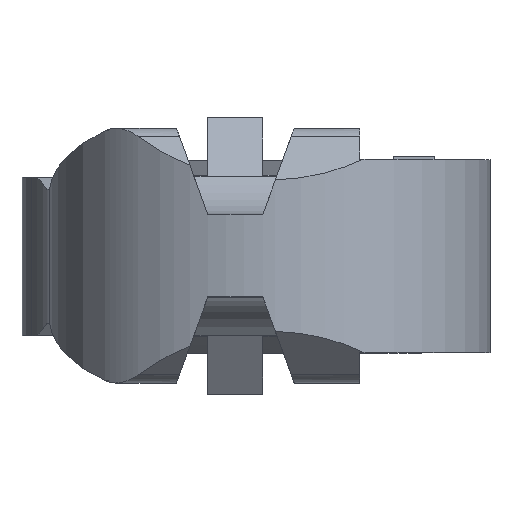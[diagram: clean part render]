
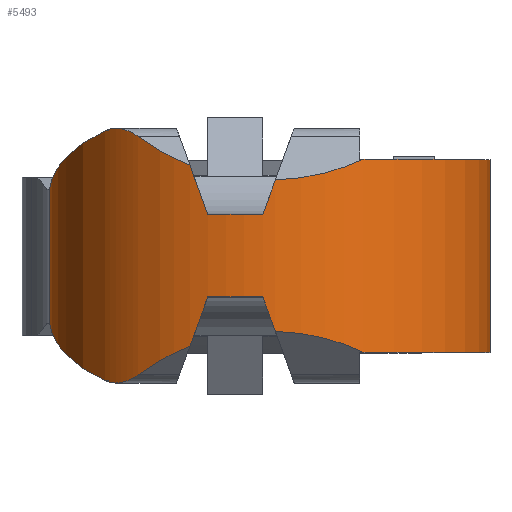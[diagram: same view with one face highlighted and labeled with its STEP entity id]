
A CAD part, top view. The second image highlights one B-rep face of the part: STEP entity #5493.
In plain terms, the highlighted cylindrical face has radius 25.6 mm (diameter 51.2 mm), a partial arc.
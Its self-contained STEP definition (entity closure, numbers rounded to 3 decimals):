
#98=DIRECTION('',(0.,-1.,0.));
#99=VECTOR('',#98,22.4);
#100=CARTESIAN_POINT('',(29.6,11.2,71.2));
#101=LINE('',#100,#99);
#102=CARTESIAN_POINT('',(4.657,-8.804,96.792));
#103=CARTESIAN_POINT('',(6.512,-8.851,96.744));
#104=CARTESIAN_POINT('',(10.045,-9.339,96.256));
#105=CARTESIAN_POINT('',(13.283,-10.477,95.119));
#106=CARTESIAN_POINT('',(14.832,-11.2,94.395));
#108=CARTESIAN_POINT('',(-11.29,-13.863,91.733));
#109=CARTESIAN_POINT('',(-9.52,-12.545,93.051));
#110=CARTESIAN_POINT('',(-7.541,-11.417,94.178));
#111=CARTESIAN_POINT('',(-5.289,-10.54,95.055));
#113=CARTESIAN_POINT('',(-11.29,-13.863,91.733));
#114=CARTESIAN_POINT('',(-11.45,-13.982,91.613));
#115=CARTESIAN_POINT('',(-11.777,-14.194,91.364));
#116=CARTESIAN_POINT('',(-12.275,-14.442,90.964));
#117=CARTESIAN_POINT('',(-12.773,-14.626,90.543));
#118=CARTESIAN_POINT('',(-13.267,-14.748,90.103));
#119=CARTESIAN_POINT('',(-13.754,-14.806,89.647));
#120=CARTESIAN_POINT('',(-14.229,-14.799,89.178));
#121=CARTESIAN_POINT('',(-14.69,-14.719,88.698));
#122=CARTESIAN_POINT('',(-14.981,-14.613,88.379));
#123=CARTESIAN_POINT('',(-15.123,-14.546,88.219));
#125=DIRECTION('',(0.,1.,0.));
#126=VECTOR('',#125,15.6);
#127=CARTESIAN_POINT('',(-21.6,-7.8,71.2));
#128=LINE('',#127,#126);
#129=CARTESIAN_POINT('',(-11.29,13.863,91.733));
#130=CARTESIAN_POINT('',(-11.45,13.982,91.613));
#131=CARTESIAN_POINT('',(-11.777,14.194,91.364));
#132=CARTESIAN_POINT('',(-12.275,14.442,90.964));
#133=CARTESIAN_POINT('',(-12.773,14.626,90.543));
#134=CARTESIAN_POINT('',(-13.267,14.748,90.103));
#135=CARTESIAN_POINT('',(-13.754,14.806,89.647));
#136=CARTESIAN_POINT('',(-14.229,14.799,89.178));
#137=CARTESIAN_POINT('',(-14.69,14.719,88.698));
#138=CARTESIAN_POINT('',(-14.981,14.613,88.379));
#139=CARTESIAN_POINT('',(-15.123,14.546,88.219));
#141=CARTESIAN_POINT('',(-11.29,13.863,91.733));
#142=CARTESIAN_POINT('',(-9.52,12.545,93.051));
#143=CARTESIAN_POINT('',(-7.541,11.417,94.178));
#144=CARTESIAN_POINT('',(-5.289,10.54,95.055));
#146=CARTESIAN_POINT('',(4.657,8.804,96.792));
#147=CARTESIAN_POINT('',(6.512,8.851,96.744));
#148=CARTESIAN_POINT('',(10.045,9.339,96.256));
#149=CARTESIAN_POINT('',(13.283,10.477,95.119));
#150=CARTESIAN_POINT('',(14.832,11.2,94.395));
#314=CARTESIAN_POINT('',(4.,11.2,71.2));
#315=DIRECTION('',(0.,-1.,0.));
#316=DIRECTION('',(1.,0.,0.));
#317=AXIS2_PLACEMENT_3D('',#314,#315,#316);
#1294=CARTESIAN_POINT('',(-5.289,10.54,95.055));
#1295=CARTESIAN_POINT('',(-4.594,8.63,95.326));
#1296=CARTESIAN_POINT('',(-3.898,6.717,95.562));
#1297=CARTESIAN_POINT('',(-3.2,4.8,95.767));
#1315=CARTESIAN_POINT('',(-15.123,14.546,88.219));
#1316=CARTESIAN_POINT('',(-17.176,13.567,85.913));
#1317=CARTESIAN_POINT('',(-20.184,11.445,80.916));
#1318=CARTESIAN_POINT('',(-21.444,9.065,75.307));
#1319=CARTESIAN_POINT('',(-21.575,7.8,72.328));
#1413=CARTESIAN_POINT('',(4.657,8.804,96.792));
#1414=CARTESIAN_POINT('',(4.171,7.469,96.804));
#1415=CARTESIAN_POINT('',(3.686,6.135,96.803));
#1416=CARTESIAN_POINT('',(3.2,4.8,96.787));
#1418=CARTESIAN_POINT('',(4.,4.8,71.2));
#1419=DIRECTION('',(0.,-1.,0.));
#1420=DIRECTION('',(-0.031,0.,1.));
#1421=AXIS2_PLACEMENT_3D('',#1418,#1419,#1420);
#1663=CARTESIAN_POINT('',(4.,-7.8,71.2));
#1664=DIRECTION('',(0.,-1.,0.));
#1665=DIRECTION('',(-0.999,0.,0.044));
#1666=AXIS2_PLACEMENT_3D('',#1663,#1664,#1665);
#1714=CARTESIAN_POINT('',(-15.123,-14.546,
88.219));
#1715=CARTESIAN_POINT('',(-17.176,-13.567,
85.913));
#1716=CARTESIAN_POINT('',(-20.184,-11.445,
80.916));
#1717=CARTESIAN_POINT('',(-21.444,-9.065,
75.307));
#1718=CARTESIAN_POINT('',(-21.575,-7.8,72.328));
#1779=CARTESIAN_POINT('',(-5.289,-10.54,
95.055));
#1780=CARTESIAN_POINT('',(-4.594,-8.63,
95.326));
#1781=CARTESIAN_POINT('',(-3.898,-6.717,
95.562));
#1782=CARTESIAN_POINT('',(-3.2,-4.8,95.767));
#1816=CARTESIAN_POINT('',(4.657,-8.804,96.792));
#1817=CARTESIAN_POINT('',(4.171,-7.469,96.804));
#1818=CARTESIAN_POINT('',(3.686,-6.135,96.803));
#1819=CARTESIAN_POINT('',(3.2,-4.8,96.787));
#1885=CARTESIAN_POINT('',(4.,-4.8,71.2));
#1886=DIRECTION('',(0.,-1.,0.));
#1887=DIRECTION('',(-0.031,0.,1.));
#1888=AXIS2_PLACEMENT_3D('',#1885,#1886,#1887);
#2013=CARTESIAN_POINT('',(4.,-11.2,71.2));
#2014=DIRECTION('',(0.,-1.,0.));
#2015=DIRECTION('',(1.,0.,0.));
#2016=AXIS2_PLACEMENT_3D('',#2013,#2014,#2015);
#2334=CARTESIAN_POINT('',(4.,7.8,71.2));
#2335=DIRECTION('',(0.,-1.,0.));
#2336=DIRECTION('',(-0.999,0.,0.044));
#2337=AXIS2_PLACEMENT_3D('',#2334,#2335,#2336);
#4167=CARTESIAN_POINT('',(-21.575,7.8,72.328));
#4168=CARTESIAN_POINT('',(-21.6,7.8,71.2));
#4169=VERTEX_POINT('',#4167);
#4170=VERTEX_POINT('',#4168);
#4171=CARTESIAN_POINT('',(29.6,11.2,71.2));
#4172=VERTEX_POINT('',#4171);
#4174=CARTESIAN_POINT('',(14.832,11.2,94.395));
#4176=VERTEX_POINT('',#4174);
#4181=VERTEX_POINT('',#129);
#4182=VERTEX_POINT('',#139);
#4215=CARTESIAN_POINT('',(3.2,4.8,96.787));
#4216=CARTESIAN_POINT('',(-3.2,4.8,95.767));
#4217=VERTEX_POINT('',#4215);
#4218=VERTEX_POINT('',#4216);
#4219=VERTEX_POINT('',#1294);
#4220=VERTEX_POINT('',#1413);
#4297=CARTESIAN_POINT('',(-21.575,-7.8,72.328));
#4298=CARTESIAN_POINT('',(-21.6,-7.8,71.2));
#4299=VERTEX_POINT('',#4297);
#4300=VERTEX_POINT('',#4298);
#4301=CARTESIAN_POINT('',(29.6,-11.2,71.2));
#4302=VERTEX_POINT('',#4301);
#4304=CARTESIAN_POINT('',(14.832,-11.2,94.395));
#4306=VERTEX_POINT('',#4304);
#4311=VERTEX_POINT('',#113);
#4312=VERTEX_POINT('',#123);
#4345=CARTESIAN_POINT('',(3.2,-4.8,96.787));
#4346=CARTESIAN_POINT('',(-3.2,-4.8,95.767));
#4347=VERTEX_POINT('',#4345);
#4348=VERTEX_POINT('',#4346);
#4349=VERTEX_POINT('',#1779);
#4350=VERTEX_POINT('',#1816);
#5447=CARTESIAN_POINT('',(4.,0.,71.2));
#5448=DIRECTION('',(0.,-1.,0.));
#5449=DIRECTION('',(-1.,0.,0.));
#5450=AXIS2_PLACEMENT_3D('',#5447,#5448,#5449);
#5451=CYLINDRICAL_SURFACE('',#5450,25.6);
#5453=ORIENTED_EDGE('',*,*,#5452,.T.);
#5455=ORIENTED_EDGE('',*,*,#5454,.T.);
#5457=ORIENTED_EDGE('',*,*,#5456,.F.);
#5459=ORIENTED_EDGE('',*,*,#5458,.T.);
#5461=ORIENTED_EDGE('',*,*,#5460,.T.);
#5463=ORIENTED_EDGE('',*,*,#5462,.F.);
#5465=ORIENTED_EDGE('',*,*,#5464,.F.);
#5467=ORIENTED_EDGE('',*,*,#5466,.T.);
#5469=ORIENTED_EDGE('',*,*,#5468,.T.);
#5471=ORIENTED_EDGE('',*,*,#5470,.T.);
#5472=ORIENTED_EDGE('',*,*,#5437,.T.);
#5474=ORIENTED_EDGE('',*,*,#5473,.F.);
#5476=ORIENTED_EDGE('',*,*,#5475,.F.);
#5478=ORIENTED_EDGE('',*,*,#5477,.F.);
#5480=ORIENTED_EDGE('',*,*,#5479,.T.);
#5482=ORIENTED_EDGE('',*,*,#5481,.T.);
#5484=ORIENTED_EDGE('',*,*,#5483,.F.);
#5486=ORIENTED_EDGE('',*,*,#5485,.F.);
#5488=ORIENTED_EDGE('',*,*,#5487,.T.);
#5490=ORIENTED_EDGE('',*,*,#5489,.F.);
#5491=EDGE_LOOP('',(#5453,#5455,#5457,#5459,#5461,#5463,#5465,#5467,#5469,#5471,
#5472,#5474,#5476,#5478,#5480,#5482,#5484,#5486,#5488,#5490));
#5492=FACE_OUTER_BOUND('',#5491,.F.);
#5493=ADVANCED_FACE('',(#5492),#5451,.T.);
#107=B_SPLINE_CURVE_WITH_KNOTS('',3,(#102,#103,#104,#105,#106),.UNSPECIFIED.,
.F.,.F.,(4,1,4),(0.,0.5,1.),.UNSPECIFIED.);
#112=B_SPLINE_CURVE_WITH_KNOTS('',3,(#108,#109,#110,#111),.UNSPECIFIED.,.F.,.F.,
(4,4),(0.,1.),.UNSPECIFIED.);
#124=B_SPLINE_CURVE_WITH_KNOTS('',3,(#113,#114,#115,#116,#117,#118,#119,#120,
#121,#122,#123),.UNSPECIFIED.,.F.,.F.,(4,1,1,1,1,1,1,1,4),(0.,0.125,0.25,
0.375,0.5,0.625,0.75,0.875,1.),.UNSPECIFIED.);
#140=B_SPLINE_CURVE_WITH_KNOTS('',3,(#129,#130,#131,#132,#133,#134,#135,#136,
#137,#138,#139),.UNSPECIFIED.,.F.,.F.,(4,1,1,1,1,1,1,1,4),(0.,0.125,0.25,
0.375,0.5,0.625,0.75,0.875,1.),.UNSPECIFIED.);
#145=B_SPLINE_CURVE_WITH_KNOTS('',3,(#141,#142,#143,#144),.UNSPECIFIED.,.F.,.F.,
(4,4),(0.,1.),.UNSPECIFIED.);
#151=B_SPLINE_CURVE_WITH_KNOTS('',3,(#146,#147,#148,#149,#150),.UNSPECIFIED.,
.F.,.F.,(4,1,4),(0.,0.5,1.),.UNSPECIFIED.);
#318=CIRCLE('',#317,25.6);
#1298=B_SPLINE_CURVE_WITH_KNOTS('',3,(#1294,#1295,#1296,#1297),.UNSPECIFIED.,
.F.,.F.,(4,4),(0.,1.),.UNSPECIFIED.);
#1320=B_SPLINE_CURVE_WITH_KNOTS('',3,(#1315,#1316,#1317,#1318,#1319),
.UNSPECIFIED.,.F.,.F.,(4,1,4),(0.,0.5,1.),.UNSPECIFIED.);
#1417=B_SPLINE_CURVE_WITH_KNOTS('',3,(#1413,#1414,#1415,#1416),.UNSPECIFIED.,
.F.,.F.,(4,4),(0.,1.),.UNSPECIFIED.);
#1422=CIRCLE('',#1421,25.6);
#1667=CIRCLE('',#1666,25.6);
#1719=B_SPLINE_CURVE_WITH_KNOTS('',3,(#1714,#1715,#1716,#1717,#1718),
.UNSPECIFIED.,.F.,.F.,(4,1,4),(0.,0.5,1.),.UNSPECIFIED.);
#1783=B_SPLINE_CURVE_WITH_KNOTS('',3,(#1779,#1780,#1781,#1782),.UNSPECIFIED.,
.F.,.F.,(4,4),(0.,1.),.UNSPECIFIED.);
#1820=B_SPLINE_CURVE_WITH_KNOTS('',3,(#1816,#1817,#1818,#1819),.UNSPECIFIED.,
.F.,.F.,(4,4),(0.,1.),.UNSPECIFIED.);
#1889=CIRCLE('',#1888,25.6);
#2017=CIRCLE('',#2016,25.6);
#2338=CIRCLE('',#2337,25.6);
#5437=EDGE_CURVE('',#4300,#4170,#128,.T.);
#5452=EDGE_CURVE('',#4172,#4302,#101,.T.);
#5454=EDGE_CURVE('',#4302,#4306,#2017,.T.);
#5456=EDGE_CURVE('',#4350,#4306,#107,.T.);
#5458=EDGE_CURVE('',#4350,#4347,#1820,.T.);
#5460=EDGE_CURVE('',#4347,#4348,#1889,.T.);
#5462=EDGE_CURVE('',#4349,#4348,#1783,.T.);
#5464=EDGE_CURVE('',#4311,#4349,#112,.T.);
#5466=EDGE_CURVE('',#4311,#4312,#124,.T.);
#5468=EDGE_CURVE('',#4312,#4299,#1719,.T.);
#5470=EDGE_CURVE('',#4299,#4300,#1667,.T.);
#5473=EDGE_CURVE('',#4169,#4170,#2338,.T.);
#5475=EDGE_CURVE('',#4182,#4169,#1320,.T.);
#5477=EDGE_CURVE('',#4181,#4182,#140,.T.);
#5479=EDGE_CURVE('',#4181,#4219,#145,.T.);
#5481=EDGE_CURVE('',#4219,#4218,#1298,.T.);
#5483=EDGE_CURVE('',#4217,#4218,#1422,.T.);
#5485=EDGE_CURVE('',#4220,#4217,#1417,.T.);
#5487=EDGE_CURVE('',#4220,#4176,#151,.T.);
#5489=EDGE_CURVE('',#4172,#4176,#318,.T.);
